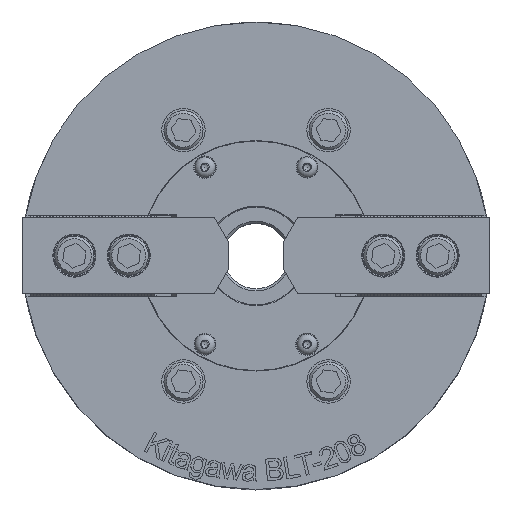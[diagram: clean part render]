
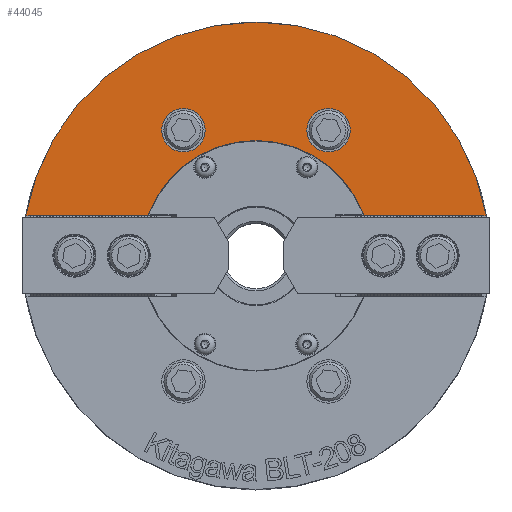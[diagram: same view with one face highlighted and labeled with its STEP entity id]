
A CAD part, top view. The second image highlights one B-rep face of the part: STEP entity #44045.
In plain terms, the highlighted planar face has unit normal (0, 0, 1).
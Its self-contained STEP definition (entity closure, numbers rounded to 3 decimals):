
#1163=CIRCLE('',#46015,53.);
#1180=CIRCLE('',#46167,10.);
#1185=CIRCLE('',#46175,10.);
#1214=CIRCLE('',#46226,107.5);
#2905=ORIENTED_EDGE('',*,*,#16050,.T.);
#2906=ORIENTED_EDGE('',*,*,#15429,.T.);
#2907=ORIENTED_EDGE('',*,*,#16051,.T.);
#2908=ORIENTED_EDGE('',*,*,#15451,.F.);
#2909=ORIENTED_EDGE('',*,*,#16052,.F.);
#2910=ORIENTED_EDGE('',*,*,#15543,.F.);
#2911=ORIENTED_EDGE('',*,*,#15993,.T.);
#2912=ORIENTED_EDGE('',*,*,#15998,.T.);
#15429=EDGE_CURVE('',#22190,#22189,#26462,.T.);
#15451=EDGE_CURVE('',#22209,#22210,#26483,.T.);
#15543=EDGE_CURVE('',#22288,#22289,#1163,.T.);
#15993=EDGE_CURVE('',#22599,#22599,#1180,.T.);
#15998=EDGE_CURVE('',#22604,#22604,#1185,.T.);
#16050=EDGE_CURVE('',#22288,#22190,#26883,.T.);
#16051=EDGE_CURVE('',#22189,#22210,#1214,.T.);
#16052=EDGE_CURVE('',#22289,#22209,#26884,.T.);
#22189=VERTEX_POINT('',#61047);
#22190=VERTEX_POINT('',#61049);
#22209=VERTEX_POINT('',#61094);
#22210=VERTEX_POINT('',#61096);
#22288=VERTEX_POINT('',#61276);
#22289=VERTEX_POINT('',#61278);
#22599=VERTEX_POINT('',#64748);
#22604=VERTEX_POINT('',#64761);
#26462=LINE('',#61048,#31995);
#26483=LINE('',#61095,#32016);
#26883=LINE('',#64873,#32416);
#26884=LINE('',#64875,#32417);
#31995=VECTOR('',#49163,1000.);
#32016=VECTOR('',#49196,1000.);
#32416=VECTOR('',#50082,1000.);
#32417=VECTOR('',#50085,1000.);
#37782=EDGE_LOOP('',(#2905,#2906,#2907,#2908,#2909,#2910));
#37783=EDGE_LOOP('',(#2911));
#37784=EDGE_LOOP('',(#2912));
#40181=FACE_BOUND('',#37782,.T.);
#40182=FACE_BOUND('',#37783,.T.);
#40183=FACE_BOUND('',#37784,.T.);
#42453=PLANE('',#46225);
#44045=ADVANCED_FACE('',(#40181,#40182,#40183),#42453,.F.);
#46015=AXIS2_PLACEMENT_3D('',#61277,#49331,#49332);
#46167=AXIS2_PLACEMENT_3D('',#64747,#49941,#49942);
#46175=AXIS2_PLACEMENT_3D('',#64760,#49957,#49958);
#46225=AXIS2_PLACEMENT_3D('',#64872,#50080,#50081);
#46226=AXIS2_PLACEMENT_3D('',#64874,#50083,#50084);
#49163=DIRECTION('',(1.,0.,0.));
#49196=DIRECTION('',(-1.,0.,0.));
#49331=DIRECTION('',(0.,0.,1.));
#49332=DIRECTION('',(1.,0.,0.));
#49941=DIRECTION('',(0.,0.,-1.));
#49942=DIRECTION('',(1.,0.,0.));
#49957=DIRECTION('',(0.,0.,-1.));
#49958=DIRECTION('',(1.,0.,0.));
#50080=DIRECTION('',(0.,0.,-1.));
#50081=DIRECTION('',(-1.,0.,0.));
#50082=DIRECTION('',(1.,0.,0.));
#50083=DIRECTION('',(0.,0.,1.));
#50084=DIRECTION('',(1.,0.,0.));
#50085=DIRECTION('',(-1.,0.,0.));
#61047=CARTESIAN_POINT('',(105.896,18.5,0.));
#61048=CARTESIAN_POINT('',(-33.5,18.5,0.));
#61049=CARTESIAN_POINT('',(103.616,18.5,0.));
#61094=CARTESIAN_POINT('',(-103.616,18.5,0.));
#61095=CARTESIAN_POINT('',(33.5,18.5,0.));
#61096=CARTESIAN_POINT('',(-105.896,18.5,0.));
#61276=CARTESIAN_POINT('',(49.666,18.5,0.));
#61277=CARTESIAN_POINT('',(0.,0.,0.));
#61278=CARTESIAN_POINT('',(-49.666,18.5,0.));
#64747=CARTESIAN_POINT('',(33.35,57.764,0.));
#64748=CARTESIAN_POINT('',(43.35,57.764,0.));
#64760=CARTESIAN_POINT('',(-33.35,57.764,0.));
#64761=CARTESIAN_POINT('',(-23.35,57.764,0.));
#64872=CARTESIAN_POINT('',(-107.5,0.,0.));
#64873=CARTESIAN_POINT('',(-33.5,18.5,0.));
#64874=CARTESIAN_POINT('',(0.,0.,0.));
#64875=CARTESIAN_POINT('',(33.5,18.5,0.));
